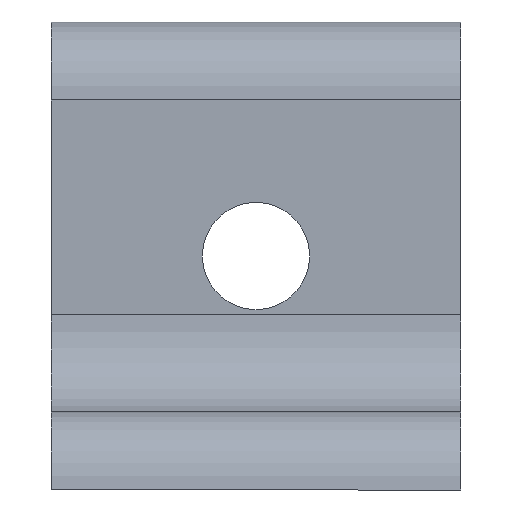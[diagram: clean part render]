
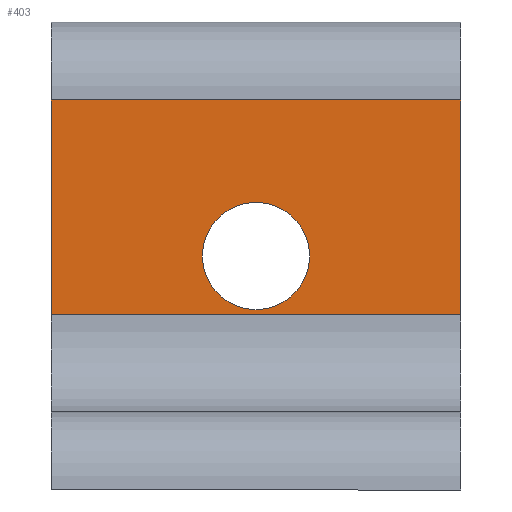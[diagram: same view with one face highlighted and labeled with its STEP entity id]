
A CAD part, front view. The second image highlights one B-rep face of the part: STEP entity #403.
In plain terms, the highlighted planar face has unit normal (0, -1, 0).
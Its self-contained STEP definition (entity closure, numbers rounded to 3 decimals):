
#132=CARTESIAN_POINT('',(0.,-0.25,0.578));
#133=VERTEX_POINT('',#132);
#149=CARTESIAN_POINT('',(0.,-0.25,0.922));
#150=VERTEX_POINT('',#149);
#157=CARTESIAN_POINT('',(0.,-0.25,0.75));
#158=DIRECTION('',(0.0,1.0,0.0));
#159=DIRECTION('',(0.0,0.0,-1.0));
#160=AXIS2_PLACEMENT_3D('',#157,#158,#159);
#161=CIRCLE('',#160,0.172);
#162=EDGE_CURVE('',#133,#150,#161,.T.);
#239=CARTESIAN_POINT('',(0.,-0.25,0.75));
#240=DIRECTION('',(0.0,1.0,0.0));
#241=DIRECTION('',(0.0,0.0,-1.0));
#242=AXIS2_PLACEMENT_3D('',#239,#240,#241);
#243=CIRCLE('',#242,0.172);
#244=EDGE_CURVE('',#150,#133,#243,.T.);
#341=CARTESIAN_POINT('',(-0.656,-0.25,1.25));
#342=VERTEX_POINT('',#341);
#350=CARTESIAN_POINT('',(0.656,-0.25,1.25));
#351=VERTEX_POINT('',#350);
#352=CARTESIAN_POINT('',(0.656,-0.25,1.25));
#353=DIRECTION('',(-1.0,0.0,0.0));
#354=VECTOR('',#353,1.313);
#355=LINE('',#352,#354);
#356=EDGE_CURVE('',#351,#342,#355,.T.);
#369=CARTESIAN_POINT('',(0.656,-0.25,1.25));
#370=DIRECTION('',(0.0,-1.0,0.0));
#371=DIRECTION('',(0.0,0.0,-1.0));
#372=AXIS2_PLACEMENT_3D('',#369,#370,#371);
#373=PLANE('',#372);
#374=CARTESIAN_POINT('',(-0.656,-0.25,0.562));
#375=VERTEX_POINT('',#374);
#376=CARTESIAN_POINT('',(-0.656,-0.25,1.25));
#377=DIRECTION('',(0.0,0.0,-1.0));
#378=VECTOR('',#377,0.688);
#379=LINE('',#376,#378);
#380=EDGE_CURVE('',#342,#375,#379,.T.);
#381=ORIENTED_EDGE('',*,*,#380,.T.);
#382=CARTESIAN_POINT('',(0.656,-0.25,0.562));
#383=VERTEX_POINT('',#382);
#384=CARTESIAN_POINT('',(0.656,-0.25,0.562));
#385=DIRECTION('',(-1.0,0.0,0.0));
#386=VECTOR('',#385,1.313);
#387=LINE('',#384,#386);
#388=EDGE_CURVE('',#383,#375,#387,.T.);
#389=ORIENTED_EDGE('',*,*,#388,.F.);
#390=CARTESIAN_POINT('',(0.656,-0.25,0.562));
#391=DIRECTION('',(0.0,0.0,1.0));
#392=VECTOR('',#391,0.688);
#393=LINE('',#390,#392);
#394=EDGE_CURVE('',#383,#351,#393,.T.);
#395=ORIENTED_EDGE('',*,*,#394,.T.);
#396=ORIENTED_EDGE('',*,*,#356,.T.);
#397=EDGE_LOOP('',(#381,#389,#395,#396));
#398=FACE_OUTER_BOUND('',#397,.T.);
#399=ORIENTED_EDGE('',*,*,#244,.T.);
#400=ORIENTED_EDGE('',*,*,#162,.T.);
#401=EDGE_LOOP('',(#399,#400));
#402=FACE_BOUND('',#401,.T.);
#403=ADVANCED_FACE('',(#398,#402),#373,.T.);
